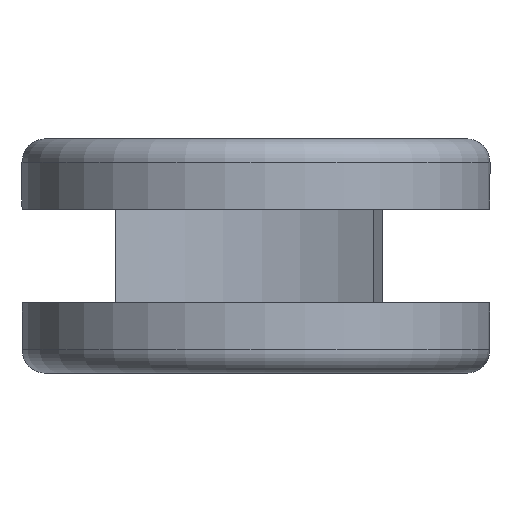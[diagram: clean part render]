
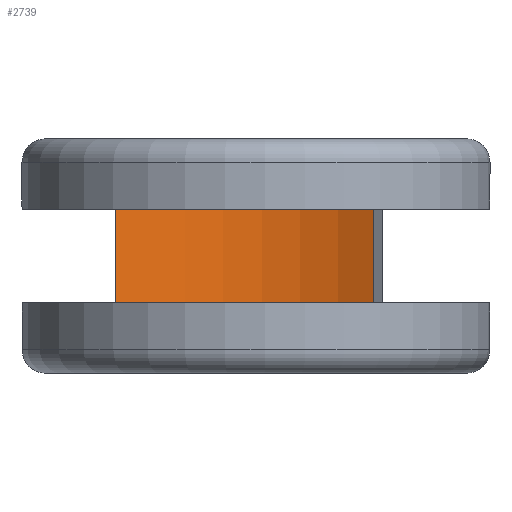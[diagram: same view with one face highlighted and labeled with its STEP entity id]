
A CAD part, left-side view. The second image highlights one B-rep face of the part: STEP entity #2739.
In plain terms, the highlighted cylindrical face has radius 10.5 mm (diameter 21 mm), a partial arc.
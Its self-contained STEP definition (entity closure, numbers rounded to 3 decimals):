
#171=LINE('',#4178,#359);
#184=LINE('',#4264,#372);
#359=VECTOR('',#3335,10.);
#372=VECTOR('',#3422,10.);
#543=CYLINDRICAL_SURFACE('',#2995,10.5);
#628=FACE_OUTER_BOUND('',#791,.T.);
#791=EDGE_LOOP('',(#1983,#1984,#1985,#1986));
#1005=CIRCLE('',#2996,10.5);
#1006=CIRCLE('',#2997,10.5);
#1209=VERTEX_POINT('',#4175);
#1210=VERTEX_POINT('',#4177);
#1237=VERTEX_POINT('',#4261);
#1238=VERTEX_POINT('',#4263);
#1485=EDGE_CURVE('',#1209,#1210,#171,.T.);
#1523=EDGE_CURVE('',#1209,#1237,#1005,.T.);
#1524=EDGE_CURVE('',#1238,#1237,#184,.T.);
#1525=EDGE_CURVE('',#1238,#1210,#1006,.T.);
#1983=ORIENTED_EDGE('',*,*,#1523,.T.);
#1984=ORIENTED_EDGE('',*,*,#1524,.F.);
#1985=ORIENTED_EDGE('',*,*,#1525,.T.);
#1986=ORIENTED_EDGE('',*,*,#1485,.F.);
#2739=ADVANCED_FACE('',(#628),#543,.F.);
#2995=AXIS2_PLACEMENT_3D('',#4260,#3418,#3419);
#2996=AXIS2_PLACEMENT_3D('',#4262,#3420,#3421);
#2997=AXIS2_PLACEMENT_3D('',#4265,#3423,#3424);
#3335=DIRECTION('',(0.,0.,1.));
#3418=DIRECTION('center_axis',(0.,0.,1.));
#3419=DIRECTION('ref_axis',(1.,0.,0.));
#3420=DIRECTION('center_axis',(0.,0.,-1.));
#3421=DIRECTION('ref_axis',(1.,0.,0.));
#3422=DIRECTION('',(0.,0.,-1.));
#3423=DIRECTION('center_axis',(0.,0.,1.));
#3424=DIRECTION('ref_axis',(1.,0.,0.));
#4175=CARTESIAN_POINT('',(-10.883,6.,3.));
#4177=CARTESIAN_POINT('',(-10.883,6.,7.));
#4178=CARTESIAN_POINT('',(-10.883,6.,0.));
#4260=CARTESIAN_POINT('Origin',(-19.5,0.,0.));
#4261=CARTESIAN_POINT('',(-10.267,-5.,3.));
#4262=CARTESIAN_POINT('Origin',(-19.5,0.,3.));
#4263=CARTESIAN_POINT('',(-10.267,-5.,7.));
#4264=CARTESIAN_POINT('',(-10.267,-5.,0.));
#4265=CARTESIAN_POINT('Origin',(-19.5,0.,7.));
